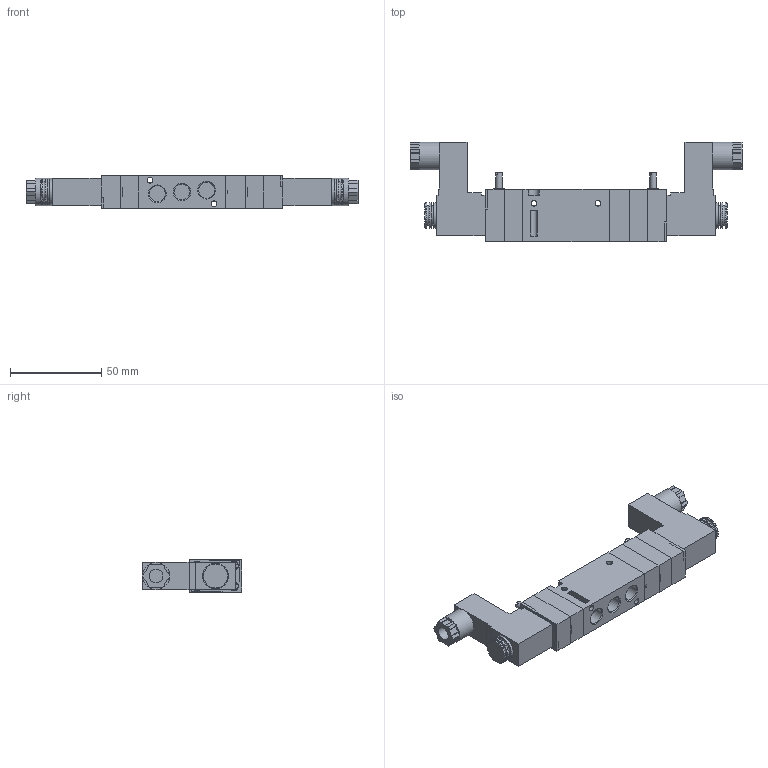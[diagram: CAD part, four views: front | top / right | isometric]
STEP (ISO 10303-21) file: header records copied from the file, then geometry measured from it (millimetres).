
FILE_DESCRIPTION(/* description */ (''),/* implementation_level */ '2;1');
FILE_NAME(/* name */ 'YPC-SF2503-IL.stp',/* time_stamp */ '2017-11-07T09:24:26+01:00',/* author */ (''),/* organization */ (''),/* preprocessor_version */ 'ST-DEVELOPER v15.2',/* originating_system */ 'Autodesk Translator Framework v2.0.0.5431',/* authorisation */ '');
FILE_SCHEMA (('AUTOMOTIVE_DESIGN { 1 0 10303 214 3 1 1 }'));
Length unit declared in the file: centimetre
Products named in the file (1): (Unsaved)
Bounding box: 181.7 x 54.25 x 18 mm (x, y, z)
Volume: 82753.7 mm3; surface area: 36757.5 mm2
Topology: 14 solids, 14 shells, 701 faces, 1859 edges, 1237 vertices
Faces by surface type: plane 473, cylinder 187, cone 31, torus 6, bspline 4
Full cylindrical faces by diameter (mm): 3.2 x10, 3.6 x2, 3.7 x2, 4 x2, 4.5 x8, 4.8 x8, 6.5 x4, 7 x22, 7.5 x2, 7.8 x4, 8 x2, 8.6 x2, 8.7 x5, 10.6 x2, 14 x2, 15 x2
Entity records: 23762 total; most frequent: CARTESIAN_POINT 7124, ORIENTED_EDGE 3486, DIRECTION 3252, EDGE_CURVE 1743, VERTEX_POINT 1223, LINE 1138, VECTOR 1138, AXIS2_PLACEMENT_3D 1057
